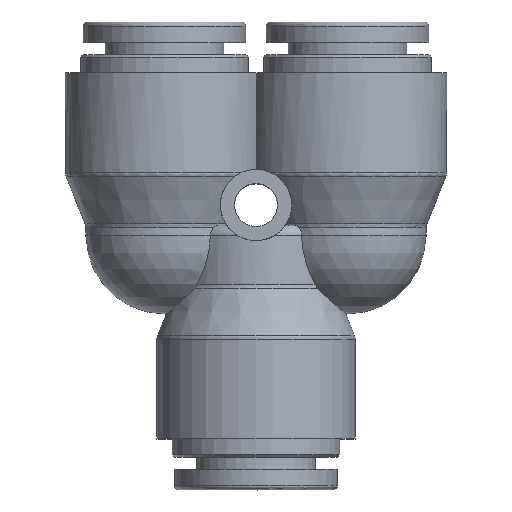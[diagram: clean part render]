
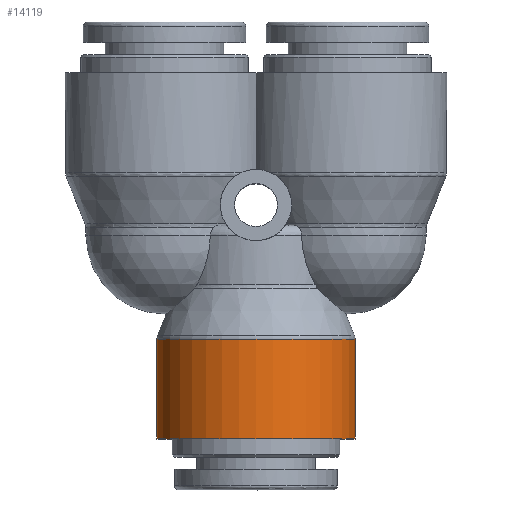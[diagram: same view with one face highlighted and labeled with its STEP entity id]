
A CAD part, top view. The second image highlights one B-rep face of the part: STEP entity #14119.
In plain terms, the highlighted cylindrical face has radius 9.75 mm (diameter 19.5 mm), a full revolution.
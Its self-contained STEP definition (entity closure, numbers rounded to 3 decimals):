
#14045=CARTESIAN_POINT('',(9.75,-11.193,0.));
#14046=VERTEX_POINT('',#14045);
#14047=CARTESIAN_POINT('',(0.,-11.193,0.0));
#14048=DIRECTION('',(0.0,1.0,0.0));
#14049=DIRECTION('',(-1.0,0.0,0.0));
#14050=AXIS2_PLACEMENT_3D('',#14047,#14048,#14049);
#14051=CIRCLE('',#14050,9.75);
#14052=EDGE_CURVE('',#14046,#14046,#14051,.T.);
#14100=CARTESIAN_POINT('',(0.,-16.0,0.0));
#14101=DIRECTION('',(0.,-1.0,0.0));
#14102=DIRECTION('',(1.0,0.0,0.0));
#14103=AXIS2_PLACEMENT_3D('',#14100,#14101,#14102);
#14104=CYLINDRICAL_SURFACE('',#14103,9.75);
#14105=CARTESIAN_POINT('',(9.75,-21.0,0.0));
#14106=VERTEX_POINT('',#14105);
#14107=CARTESIAN_POINT('',(0.,-21.0,0.0));
#14108=DIRECTION('',(0.0,-1.0,0.0));
#14109=DIRECTION('',(1.0,0.0,0.0));
#14110=AXIS2_PLACEMENT_3D('',#14107,#14108,#14109);
#14111=CIRCLE('',#14110,9.75);
#14112=EDGE_CURVE('',#14106,#14106,#14111,.T.);
#14113=ORIENTED_EDGE('',*,*,#14112,.F.);
#14114=EDGE_LOOP('',(#14113));
#14115=FACE_OUTER_BOUND('',#14114,.T.);
#14116=ORIENTED_EDGE('',*,*,#14052,.F.);
#14117=EDGE_LOOP('',(#14116));
#14118=FACE_BOUND('',#14117,.T.);
#14119=ADVANCED_FACE('',(#14115,#14118),#14104,.T.);
